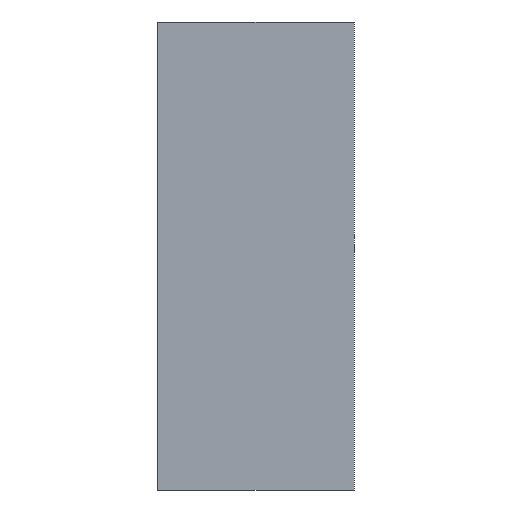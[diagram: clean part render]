
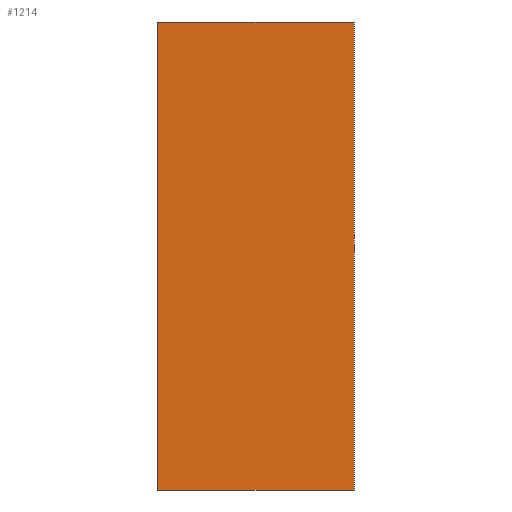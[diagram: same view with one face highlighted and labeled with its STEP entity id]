
A CAD part, left-side view. The second image highlights one B-rep face of the part: STEP entity #1214.
In plain terms, the highlighted planar face has unit normal (-1, 0, 0).
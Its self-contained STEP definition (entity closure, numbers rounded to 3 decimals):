
#1 = VERTEX_POINT ( 'NONE', #138 ) ;
#43 = EDGE_LOOP ( 'NONE', ( #1158, #565, #808, #1173 ) ) ;
#54 = LINE ( 'NONE', #108, #931 ) ;
#108 = CARTESIAN_POINT ( 'NONE',  ( -1.525, 0.65, 0.775 ) ) ;
#131 = DIRECTION ( 'NONE',  ( 0., -1., 0. ) ) ;
#138 = CARTESIAN_POINT ( 'NONE',  ( -1.525, 0., -0.775 ) ) ;
#154 = LINE ( 'NONE', #238, #816 ) ;
#238 = CARTESIAN_POINT ( 'NONE',  ( -1.525, 0., 0.775 ) ) ;
#247 = VERTEX_POINT ( 'NONE', #695 ) ;
#284 = DIRECTION ( 'NONE',  ( 0., 0., -1. ) ) ;
#340 = EDGE_CURVE ( 'NONE', #247, #1, #972, .T. ) ;
#372 = VERTEX_POINT ( 'NONE', #688 ) ;
#427 = PLANE ( 'NONE',  #639 ) ;
#473 = FACE_OUTER_BOUND ( 'NONE', #43, .T. ) ;
#522 = CARTESIAN_POINT ( 'NONE',  ( -1.525, 0., 0.775 ) ) ;
#526 = DIRECTION ( 'NONE',  ( 1., 0., 0. ) ) ;
#535 = DIRECTION ( 'NONE',  ( 0., -1., 0. ) ) ;
#565 = ORIENTED_EDGE ( 'NONE', *, *, #340, .F. ) ;
#568 = LINE ( 'NONE', #1195, #752 ) ;
#593 = DIRECTION ( 'NONE',  ( 0., 0., -1. ) ) ;
#599 = EDGE_CURVE ( 'NONE', #372, #868, #54, .T. ) ;
#639 = AXIS2_PLACEMENT_3D ( 'NONE', #522, #526, #799 ) ;
#688 = CARTESIAN_POINT ( 'NONE',  ( -1.525, 0.65, 0.775 ) ) ;
#695 = CARTESIAN_POINT ( 'NONE',  ( -1.525, 0., 0.775 ) ) ;
#752 = VECTOR ( 'NONE', #535, 1000. ) ;
#799 = DIRECTION ( 'NONE',  ( 0., 0., -1. ) ) ;
#808 = ORIENTED_EDGE ( 'NONE', *, *, #846, .F. ) ;
#816 = VECTOR ( 'NONE', #131, 1000. ) ;
#846 = EDGE_CURVE ( 'NONE', #372, #247, #154, .T. ) ;
#868 = VERTEX_POINT ( 'NONE', #1083 ) ;
#915 = EDGE_CURVE ( 'NONE', #868, #1, #568, .T. ) ;
#931 = VECTOR ( 'NONE', #284, 1000. ) ;
#972 = LINE ( 'NONE', #1164, #1022 ) ;
#1022 = VECTOR ( 'NONE', #593, 1000. ) ;
#1083 = CARTESIAN_POINT ( 'NONE',  ( -1.525, 0.65, -0.775 ) ) ;
#1158 = ORIENTED_EDGE ( 'NONE', *, *, #915, .T. ) ;
#1164 = CARTESIAN_POINT ( 'NONE',  ( -1.525, 0., 0.775 ) ) ;
#1173 = ORIENTED_EDGE ( 'NONE', *, *, #599, .T. ) ;
#1195 = CARTESIAN_POINT ( 'NONE',  ( -1.525, 0., -0.775 ) ) ;
#1214 = ADVANCED_FACE ( 'NONE', ( #473 ), #427, .F. ) ;
